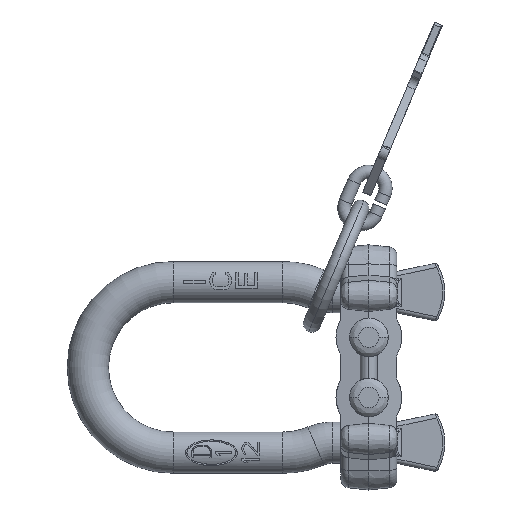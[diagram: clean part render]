
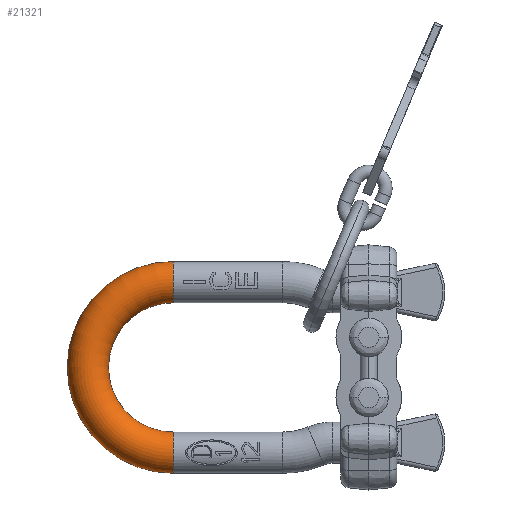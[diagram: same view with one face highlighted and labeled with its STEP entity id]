
A CAD part, left-side view. The second image highlights one B-rep face of the part: STEP entity #21321.
In plain terms, the highlighted toroidal (fillet/blend) face has major radius 19.825 mm and minor radius 4.8 mm.
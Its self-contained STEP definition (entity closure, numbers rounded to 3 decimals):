
#17403=CARTESIAN_POINT('',(-19.825,62.,0.));
#17404=DIRECTION('',(0.,-1.,0.));
#17405=DIRECTION('',(1.,0.,0.));
#17406=AXIS2_PLACEMENT_3D('',#17403,#17404,#17405);
#17408=CARTESIAN_POINT('',(19.825,62.,0.));
#17409=DIRECTION('',(0.,1.,0.));
#17410=DIRECTION('',(-1.,0.,0.));
#17411=AXIS2_PLACEMENT_3D('',#17408,#17409,#17410);
#17413=CARTESIAN_POINT('',(0.,62.,0.));
#17414=DIRECTION('',(0.,0.,1.));
#17415=DIRECTION('',(1.,0.,0.));
#17416=AXIS2_PLACEMENT_3D('',#17413,#17414,#17415);
#17423=CARTESIAN_POINT('',(0.,62.,0.));
#17424=DIRECTION('',(0.,0.,-1.));
#17425=DIRECTION('',(-1.,0.,0.));
#17426=AXIS2_PLACEMENT_3D('',#17423,#17424,#17425);
#19274=CARTESIAN_POINT('',(15.025,62.,0.));
#19275=CARTESIAN_POINT('',(24.625,62.,0.));
#19276=VERTEX_POINT('',#19274);
#19277=VERTEX_POINT('',#19275);
#19290=CARTESIAN_POINT('',(-15.025,62.,0.));
#19291=CARTESIAN_POINT('',(-24.625,62.,0.));
#19292=VERTEX_POINT('',#19290);
#19293=VERTEX_POINT('',#19291);
#21307=CARTESIAN_POINT('',(0.,62.,0.));
#21308=DIRECTION('',(0.,0.,1.));
#21309=DIRECTION('',(-1.,0.,0.));
#21310=AXIS2_PLACEMENT_3D('',#21307,#21308,#21309);
#21311=TOROIDAL_SURFACE('',#21310,19.825,4.8);
#21313=ORIENTED_EDGE('',*,*,#21312,.F.);
#21315=ORIENTED_EDGE('',*,*,#21314,.T.);
#21317=ORIENTED_EDGE('',*,*,#21316,.F.);
#21318=ORIENTED_EDGE('',*,*,#21183,.F.);
#21319=EDGE_LOOP('',(#21313,#21315,#21317,#21318));
#21320=FACE_OUTER_BOUND('',#21319,.F.);
#21321=ADVANCED_FACE('',(#21320),#21311,.T.);
#17407=CIRCLE('',#17406,4.8);
#17412=CIRCLE('',#17411,4.8);
#17417=CIRCLE('',#17416,24.625);
#17427=CIRCLE('',#17426,15.025);
#21183=EDGE_CURVE('',#19276,#19277,#17412,.T.);
#21312=EDGE_CURVE('',#19292,#19276,#17427,.T.);
#21314=EDGE_CURVE('',#19292,#19293,#17407,.T.);
#21316=EDGE_CURVE('',#19277,#19293,#17417,.T.);
